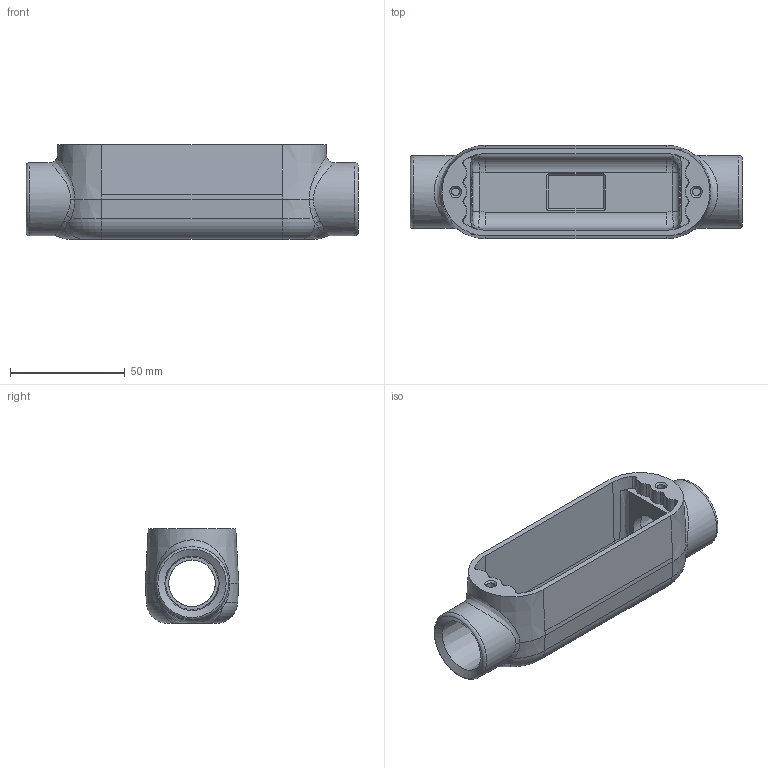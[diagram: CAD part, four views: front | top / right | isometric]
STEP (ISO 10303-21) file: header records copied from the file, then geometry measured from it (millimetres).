
FILE_DESCRIPTION(/* description */ (''),/* implementation_level */ '2;1');
FILE_NAME(/* name */ 'KIL_OC-2.stp',/* time_stamp */ '2019-11-20T22:27:25+06:00',/* author */ ('mashraf'),/* organization */ (''),/* preprocessor_version */ 'ST-DEVELOPER v16.13',/* originating_system */ 'Autodesk Inventor 2018',/* authorisation */ '');
FILE_SCHEMA (('AUTOMOTIVE_DESIGN { 1 0 10303 214 3 1 1 }'));
Length unit declared in the file: inch
Products named in the file (1): 18258-1
Bounding box: 144.46 x 40.6 x 41.27 mm (x, y, z)
Volume: 64389.2 mm3; surface area: 33022.8 mm2
Topology: 1 solids, 1 shells, 120 faces, 291 edges, 179 vertices
Faces by surface type: plane 38, cone 36, bspline 22, cylinder 14, torus 10
Full cylindrical faces by diameter (mm): 20.32 x2, 31.75 x2
Entity records: 6240 total; most frequent: CARTESIAN_POINT 3551, ORIENTED_EDGE 544, DIRECTION 544, EDGE_CURVE 272, AXIS2_PLACEMENT_3D 219, VERTEX_POINT 174, EDGE_LOOP 144, FACE_OUTER_BOUND 120
